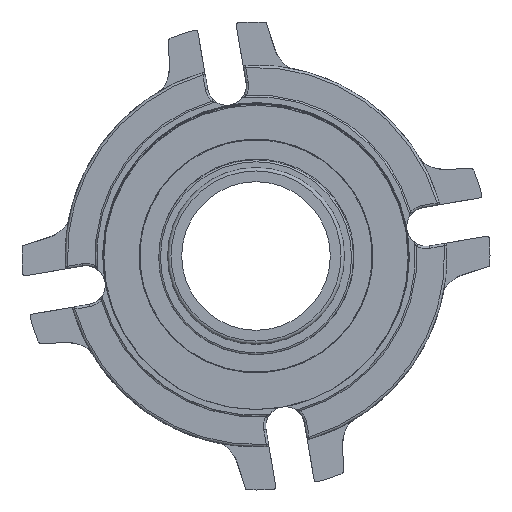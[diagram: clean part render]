
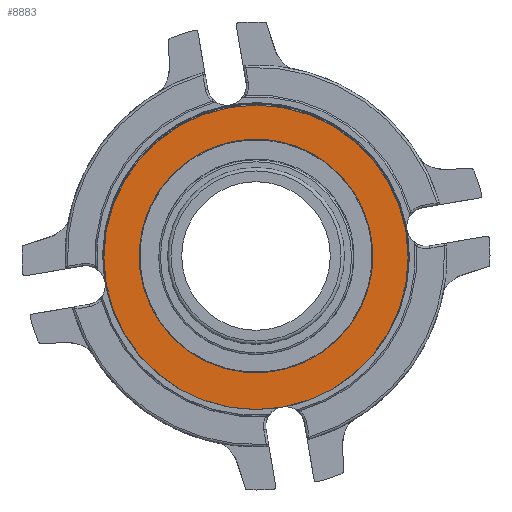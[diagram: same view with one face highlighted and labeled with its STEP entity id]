
A CAD part, left-side view. The second image highlights one B-rep face of the part: STEP entity #8883.
In plain terms, the highlighted planar face has unit normal (-1, 0, 0).
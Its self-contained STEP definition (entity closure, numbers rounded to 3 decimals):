
#1701=PLANE('',#10011);
#4251=ORIENTED_EDGE('',*,*,#5572,.T.);
#4252=ORIENTED_EDGE('',*,*,#5570,.T.);
#5570=EDGE_CURVE('',#6381,#6381,#6979,.T.);
#5572=EDGE_CURVE('',#6382,#6382,#6981,.F.);
#6381=VERTEX_POINT('',#17570);
#6382=VERTEX_POINT('',#17575);
#6979=CIRCLE('',#10008,68.263);
#6981=CIRCLE('',#10012,52.388);
#7604=EDGE_LOOP('',(#4251));
#7605=EDGE_LOOP('',(#4252));
#8254=FACE_BOUND('',#7604,.T.);
#8255=FACE_BOUND('',#7605,.T.);
#8883=ADVANCED_FACE('',(#8254,#8255),#1701,.T.);
#10008=AXIS2_PLACEMENT_3D('',#17569,#12704,#12705);
#10011=AXIS2_PLACEMENT_3D('',#17573,#12710,#12711);
#10012=AXIS2_PLACEMENT_3D('',#17574,#12712,#12713);
#12704=DIRECTION('',(-1.,0.,0.));
#12705=DIRECTION('',(0.,0.,1.));
#12710=DIRECTION('',(-1.,0.,0.));
#12711=DIRECTION('',(0.,0.,1.));
#12712=DIRECTION('',(-1.,0.,0.));
#12713=DIRECTION('',(0.,0.,1.));
#17569=CARTESIAN_POINT('',(9.881,0.,0.));
#17570=CARTESIAN_POINT('',(9.881,0.,68.263));
#17573=CARTESIAN_POINT('',(9.881,0.,58.738));
#17574=CARTESIAN_POINT('',(9.881,0.,0.61));
#17575=CARTESIAN_POINT('',(9.881,0.,52.997));
